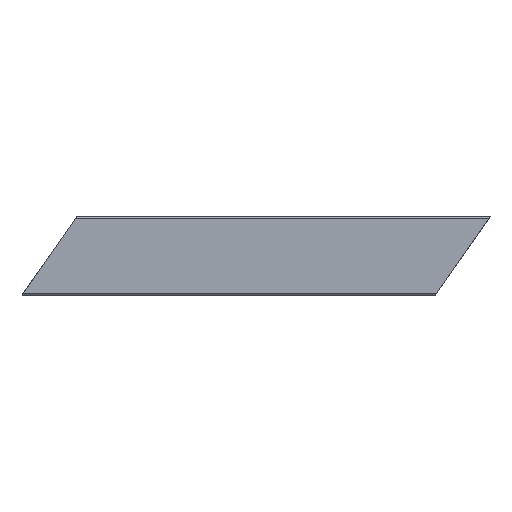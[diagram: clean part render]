
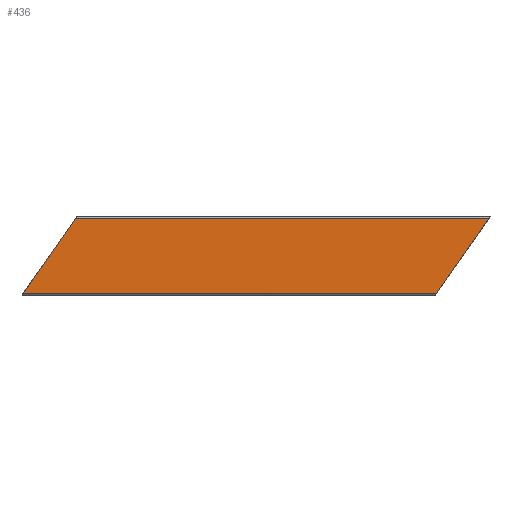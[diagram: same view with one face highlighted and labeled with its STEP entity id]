
A CAD part, left-side view. The second image highlights one B-rep face of the part: STEP entity #436.
In plain terms, the highlighted planar face has unit normal (-1, 0, 0).
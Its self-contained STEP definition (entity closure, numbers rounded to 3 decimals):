
#11 = EDGE_CURVE ( 'NONE', #36, #70, #34, .T. ) ;
#23 = DIRECTION ( 'NONE',  ( 1., 0., 0. ) ) ;
#34 = LINE ( 'NONE', #172, #519 ) ;
#36 = VERTEX_POINT ( 'NONE', #502 ) ;
#45 = CARTESIAN_POINT ( 'NONE',  ( -75., 1027.343, -258.958 ) ) ;
#70 = VERTEX_POINT ( 'NONE', #231 ) ;
#74 = ORIENTED_EDGE ( 'NONE', *, *, #220, .T. ) ;
#101 = CARTESIAN_POINT ( 'NONE',  ( -75., 1500., -72. ) ) ;
#102 = EDGE_CURVE ( 'NONE', #198, #70, #616, .T. ) ;
#141 = VERTEX_POINT ( 'NONE', #278 ) ;
#148 = VECTOR ( 'NONE', #288, 1000. ) ;
#164 = VECTOR ( 'NONE', #563, 1000. ) ;
#168 = CARTESIAN_POINT ( 'NONE',  ( -75., 1500., 72. ) ) ;
#172 = CARTESIAN_POINT ( 'NONE',  ( -75., 494.894, -631.782 ) ) ;
#179 = LINE ( 'NONE', #45, #423 ) ;
#198 = VERTEX_POINT ( 'NONE', #480 ) ;
#212 = EDGE_LOOP ( 'NONE', ( #74, #542, #488, #587 ) ) ;
#220 = EDGE_CURVE ( 'NONE', #141, #36, #539, .T. ) ;
#231 = CARTESIAN_POINT ( 'NONE',  ( -75., 2.101, 72. ) ) ;
#236 = CARTESIAN_POINT ( 'NONE',  ( -75., 1500., 72. ) ) ;
#239 = FACE_OUTER_BOUND ( 'NONE', #212, .T. ) ;
#241 = EDGE_CURVE ( 'NONE', #198, #141, #179, .T. ) ;
#278 = CARTESIAN_POINT ( 'NONE',  ( -75., 896.434, -72. ) ) ;
#288 = DIRECTION ( 'NONE',  ( 0., -1., 0. ) ) ;
#423 = VECTOR ( 'NONE', #573, 1000. ) ;
#435 = AXIS2_PLACEMENT_3D ( 'NONE', #168, #23, #548 ) ;
#436 = ADVANCED_FACE ( 'NONE', ( #239 ), #453, .F. ) ;
#453 = PLANE ( 'NONE',  #435 ) ;
#480 = CARTESIAN_POINT ( 'NONE',  ( -75., 795.604, 72. ) ) ;
#488 = ORIENTED_EDGE ( 'NONE', *, *, #102, .F. ) ;
#502 = CARTESIAN_POINT ( 'NONE',  ( -75., 102.931, -72. ) ) ;
#519 = VECTOR ( 'NONE', #600, 1000. ) ;
#539 = LINE ( 'NONE', #101, #148 ) ;
#542 = ORIENTED_EDGE ( 'NONE', *, *, #11, .T. ) ;
#548 = DIRECTION ( 'NONE',  ( 0., 0., -1. ) ) ;
#563 = DIRECTION ( 'NONE',  ( 0., -1., 0. ) ) ;
#573 = DIRECTION ( 'NONE',  ( 0., 0.574, -0.819 ) ) ;
#587 = ORIENTED_EDGE ( 'NONE', *, *, #241, .T. ) ;
#600 = DIRECTION ( 'NONE',  ( 0., -0.574, 0.819 ) ) ;
#616 = LINE ( 'NONE', #236, #164 ) ;
